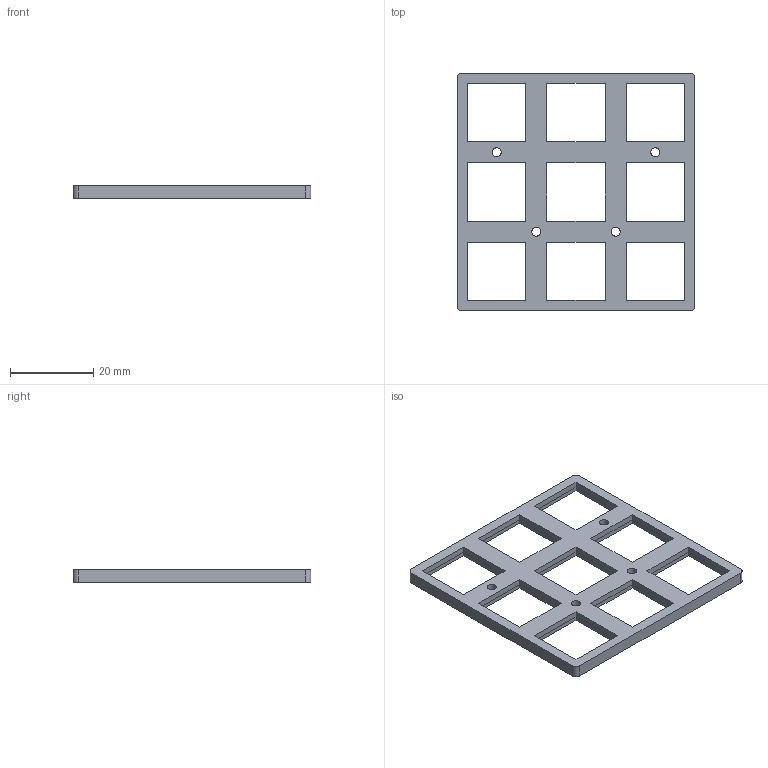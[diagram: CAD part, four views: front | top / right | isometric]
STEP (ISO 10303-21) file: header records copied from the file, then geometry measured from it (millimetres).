
FILE_DESCRIPTION(('HOOPS Exchange Step'),'2;1');
FILE_NAME('temp_export','2023-06-10T13:24:15-04:00',('jscotto'),('Shapr3D Limited'),'HOOPS Exchange 2022.2','Shapr3D','Authorized');
FILE_SCHEMA( ('AUTOMOTIVE_DESIGN { 1 0 10303 214 1 1 1 1 }') );
Length unit declared in the file: millimetre
Products named in the file (1): Plate
Bounding box: 57.1 x 57.1 x 3 mm (x, y, z)
Volume: 4048.1 mm3; surface area: 5287.4 mm2
Topology: 1 solids, 1 shells, 95 faces, 252 edges, 168 vertices
Faces by surface type: plane 87, cylinder 8
Full cylindrical faces by diameter (mm): 2.2 x4
Entity records: 2978 total; most frequent: CARTESIAN_POINT 516, ORIENTED_EDGE 504, DIRECTION 460, EDGE_CURVE 252, VECTOR 236, LINE 236, VERTEX_POINT 168, EDGE_LOOP 130
